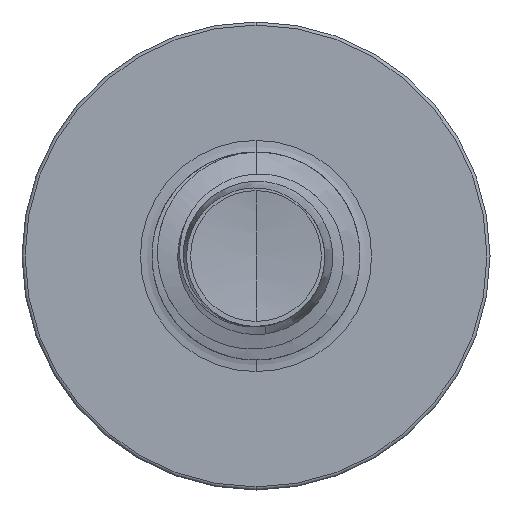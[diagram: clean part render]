
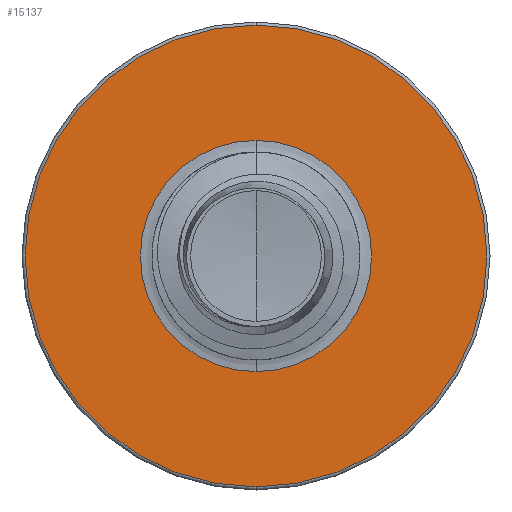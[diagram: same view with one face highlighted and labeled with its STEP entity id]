
A CAD part, front view. The second image highlights one B-rep face of the part: STEP entity #15137.
In plain terms, the highlighted planar face has unit normal (0, -1, 0).
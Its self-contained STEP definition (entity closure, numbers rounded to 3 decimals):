
#29 = CIRCLE ( 'NONE', #13167, 2.22 ) ;
#567 = AXIS2_PLACEMENT_3D ( 'NONE', #5711, #9293, #18977 ) ;
#619 = VERTEX_POINT ( 'NONE', #4906 ) ;
#715 = CARTESIAN_POINT ( 'NONE',  ( 0., 6., 2.22 ) ) ;
#876 = CIRCLE ( 'NONE', #1473, 1.112 ) ;
#1473 = AXIS2_PLACEMENT_3D ( 'NONE', #7705, #7681, #7675 ) ;
#2487 = EDGE_CURVE ( 'NONE', #6186, #619, #876, .T. ) ;
#3434 = EDGE_CURVE ( 'NONE', #619, #6186, #16352, .T. ) ;
#3810 = DIRECTION ( 'NONE',  ( 0., 1., 0. ) ) ;
#4906 = CARTESIAN_POINT ( 'NONE',  ( 0., 6., 1.112 ) ) ;
#4949 = DIRECTION ( 'NONE',  ( 0., 0., 1. ) ) ;
#4969 = DIRECTION ( 'NONE',  ( 0., 1., 0. ) ) ;
#5000 = CARTESIAN_POINT ( 'NONE',  ( 0., 6., 0. ) ) ;
#5644 = ORIENTED_EDGE ( 'NONE', *, *, #3434, .T. ) ;
#5711 = CARTESIAN_POINT ( 'NONE',  ( 0., 6., -1.112 ) ) ;
#5722 = CIRCLE ( 'NONE', #17385, 2.22 ) ;
#6160 = EDGE_CURVE ( 'NONE', #12555, #12445, #29, .T. ) ;
#6186 = VERTEX_POINT ( 'NONE', #13828 ) ;
#7064 = ORIENTED_EDGE ( 'NONE', *, *, #2487, .T. ) ;
#7675 = DIRECTION ( 'NONE',  ( 0., 0., 1. ) ) ;
#7681 = DIRECTION ( 'NONE',  ( 0., 1., 0. ) ) ;
#7705 = CARTESIAN_POINT ( 'NONE',  ( 0., 6., 0. ) ) ;
#9293 = DIRECTION ( 'NONE',  ( 0., 1., 0. ) ) ;
#9330 = DIRECTION ( 'NONE',  ( 0., 1., 0. ) ) ;
#11372 = EDGE_LOOP ( 'NONE', ( #16921, #17828 ) ) ;
#12445 = VERTEX_POINT ( 'NONE', #19314 ) ;
#12555 = VERTEX_POINT ( 'NONE', #715 ) ;
#13167 = AXIS2_PLACEMENT_3D ( 'NONE', #17624, #9330, #19009 ) ;
#13679 = CARTESIAN_POINT ( 'NONE',  ( 0., 6., 0. ) ) ;
#13828 = CARTESIAN_POINT ( 'NONE',  ( 0., 6., -1.112 ) ) ;
#13848 = AXIS2_PLACEMENT_3D ( 'NONE', #5000, #4969, #4949 ) ;
#14985 = DIRECTION ( 'NONE',  ( 0., 0., 1. ) ) ;
#15137 = ADVANCED_FACE ( 'NONE', ( #15165, #15150 ), #17598, .F. ) ;
#15150 = FACE_BOUND ( 'NONE', #15455, .T. ) ;
#15165 = FACE_OUTER_BOUND ( 'NONE', #11372, .T. ) ;
#15455 = EDGE_LOOP ( 'NONE', ( #5644, #7064 ) ) ;
#16352 = CIRCLE ( 'NONE', #13848, 1.112 ) ;
#16921 = ORIENTED_EDGE ( 'NONE', *, *, #6160, .F. ) ;
#17385 = AXIS2_PLACEMENT_3D ( 'NONE', #13679, #3810, #14985 ) ;
#17598 = PLANE ( 'NONE',  #567 ) ;
#17624 = CARTESIAN_POINT ( 'NONE',  ( 0., 6., 0. ) ) ;
#17828 = ORIENTED_EDGE ( 'NONE', *, *, #19960, .F. ) ;
#18977 = DIRECTION ( 'NONE',  ( 0., 0., 1. ) ) ;
#19009 = DIRECTION ( 'NONE',  ( 0., 0., 1. ) ) ;
#19314 = CARTESIAN_POINT ( 'NONE',  ( 0., 6., -2.22 ) ) ;
#19960 = EDGE_CURVE ( 'NONE', #12445, #12555, #5722, .T. ) ;
